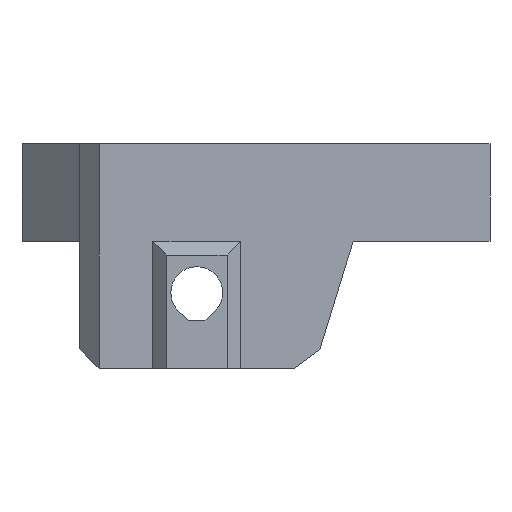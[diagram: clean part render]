
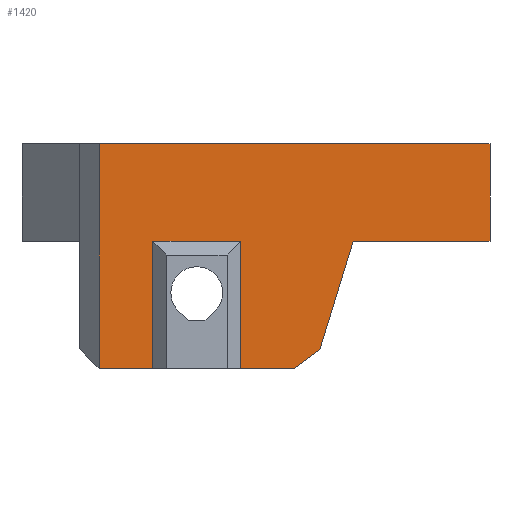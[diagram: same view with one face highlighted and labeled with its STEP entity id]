
A CAD part, left-side view. The second image highlights one B-rep face of the part: STEP entity #1420.
In plain terms, the highlighted planar face has unit normal (-1, 0, 0).
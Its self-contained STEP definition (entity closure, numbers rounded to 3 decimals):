
#34=FACE_OUTER_BOUND('',#111,.T.);
#111=EDGE_LOOP('',(#961,#962,#963,#964,#965,#966,#967,#968,#969,#970,#971));
#190=LINE('',#1963,#391);
#197=LINE('',#1980,#398);
#199=LINE('',#1985,#400);
#203=LINE('',#1993,#404);
#205=LINE('',#1996,#406);
#212=LINE('',#2010,#413);
#213=LINE('',#2012,#414);
#214=LINE('',#2014,#415);
#215=LINE('',#2016,#416);
#216=LINE('',#2017,#417);
#217=LINE('',#2018,#418);
#391=VECTOR('',#1596,10.);
#398=VECTOR('',#1609,10.);
#400=VECTOR('',#1613,10.);
#404=VECTOR('',#1619,10.);
#406=VECTOR('',#1621,10.);
#413=VECTOR('',#1630,10.);
#414=VECTOR('',#1631,10.);
#415=VECTOR('',#1632,10.);
#416=VECTOR('',#1633,10.);
#417=VECTOR('',#1634,10.);
#418=VECTOR('',#1635,10.);
#589=VERTEX_POINT('',#1956);
#592=VERTEX_POINT('',#1961);
#599=VERTEX_POINT('',#1979);
#600=VERTEX_POINT('',#1983);
#601=VERTEX_POINT('',#1984);
#604=VERTEX_POINT('',#1992);
#605=VERTEX_POINT('',#1995);
#611=VERTEX_POINT('',#2009);
#612=VERTEX_POINT('',#2011);
#613=VERTEX_POINT('',#2013);
#614=VERTEX_POINT('',#2015);
#726=EDGE_CURVE('',#589,#592,#190,.T.);
#734=EDGE_CURVE('',#589,#599,#197,.T.);
#736=EDGE_CURVE('',#600,#601,#199,.T.);
#740=EDGE_CURVE('',#601,#604,#203,.T.);
#742=EDGE_CURVE('',#599,#605,#205,.T.);
#749=EDGE_CURVE('',#611,#600,#212,.T.);
#750=EDGE_CURVE('',#611,#612,#213,.T.);
#751=EDGE_CURVE('',#612,#613,#214,.T.);
#752=EDGE_CURVE('',#614,#613,#215,.T.);
#753=EDGE_CURVE('',#605,#614,#216,.T.);
#754=EDGE_CURVE('',#592,#604,#217,.T.);
#961=ORIENTED_EDGE('',*,*,#736,.F.);
#962=ORIENTED_EDGE('',*,*,#749,.F.);
#963=ORIENTED_EDGE('',*,*,#750,.T.);
#964=ORIENTED_EDGE('',*,*,#751,.T.);
#965=ORIENTED_EDGE('',*,*,#752,.F.);
#966=ORIENTED_EDGE('',*,*,#753,.F.);
#967=ORIENTED_EDGE('',*,*,#742,.F.);
#968=ORIENTED_EDGE('',*,*,#734,.F.);
#969=ORIENTED_EDGE('',*,*,#726,.T.);
#970=ORIENTED_EDGE('',*,*,#754,.T.);
#971=ORIENTED_EDGE('',*,*,#740,.F.);
#1346=PLANE('',#1514);
#1420=ADVANCED_FACE('',(#34),#1346,.T.);
#1514=AXIS2_PLACEMENT_3D('',#2008,#1628,#1629);
#1596=DIRECTION('',(0.,-1.,0.));
#1609=DIRECTION('',(0.,0.,-1.));
#1613=DIRECTION('',(0.,0.804,-0.594));
#1619=DIRECTION('',(0.,1.,0.));
#1621=DIRECTION('',(0.,1.,0.));
#1628=DIRECTION('center_axis',(-1.,0.,0.));
#1629=DIRECTION('ref_axis',(0.,-1.,0.));
#1630=DIRECTION('',(0.,0.294,-0.956));
#1631=DIRECTION('',(0.,-1.,0.));
#1632=DIRECTION('',(0.,0.,1.));
#1633=DIRECTION('',(0.,-1.,0.));
#1634=DIRECTION('',(0.,0.,1.));
#1635=DIRECTION('',(0.,0.,-1.));
#1956=CARTESIAN_POINT('',(0.,34.5,0.));
#1961=CARTESIAN_POINT('',(0.,25.5,0.));
#1963=CARTESIAN_POINT('',(0.,42.,0.));
#1979=CARTESIAN_POINT('',(0.,34.5,-13.));
#1980=CARTESIAN_POINT('',(0.,34.5,0.));
#1983=CARTESIAN_POINT('',(0.,17.412,-11.088));
#1984=CARTESIAN_POINT('',(0.,20.,-13.));
#1985=CARTESIAN_POINT('',(0.,23.364,-15.485));
#1992=CARTESIAN_POINT('',(0.,25.5,-13.));
#1993=CARTESIAN_POINT('',(0.,42.,-13.));
#1995=CARTESIAN_POINT('',(0.,40.,-13.));
#1996=CARTESIAN_POINT('',(0.,42.,-13.));
#2008=CARTESIAN_POINT('Origin',(0.,42.,0.));
#2009=CARTESIAN_POINT('',(0.,14.,0.));
#2010=CARTESIAN_POINT('',(0.,16.211,-7.185));
#2011=CARTESIAN_POINT('',(0.,0.,0.));
#2012=CARTESIAN_POINT('',(0.,42.,0.));
#2013=CARTESIAN_POINT('',(0.,0.,10.));
#2014=CARTESIAN_POINT('',(0.,0.,0.));
#2015=CARTESIAN_POINT('',(0.,40.,10.));
#2016=CARTESIAN_POINT('',(0.,42.,10.));
#2017=CARTESIAN_POINT('',(0.,40.,0.));
#2018=CARTESIAN_POINT('',(0.,25.5,0.));
